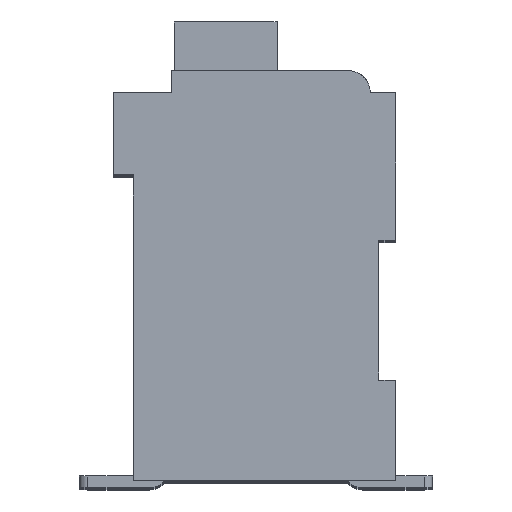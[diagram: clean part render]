
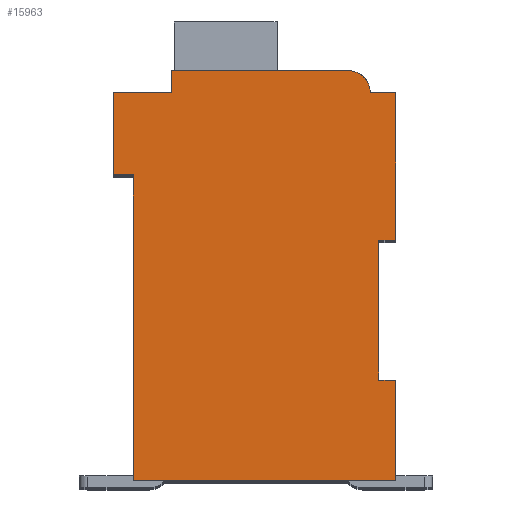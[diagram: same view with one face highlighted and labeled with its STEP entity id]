
A CAD part, top view. The second image highlights one B-rep face of the part: STEP entity #15963.
In plain terms, the highlighted planar face has unit normal (0, 0, 1).
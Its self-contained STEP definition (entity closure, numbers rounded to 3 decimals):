
#2606=DIRECTION('',(1.,0.,0.));
#2607=VECTOR('',#2606,0.5);
#2608=CARTESIAN_POINT('',(7.3,7.15,2.1));
#2609=LINE('',#2608,#2607);
#2610=DIRECTION('',(0.,1.,0.));
#2611=VECTOR('',#2610,4.15);
#2612=CARTESIAN_POINT('',(7.3,3.,2.1));
#2613=LINE('',#2612,#2611);
#2614=DIRECTION('',(-1.,0.,0.));
#2615=VECTOR('',#2614,0.5);
#2616=CARTESIAN_POINT('',(7.8,3.,2.1));
#2617=LINE('',#2616,#2615);
#2618=DIRECTION('',(0.,1.,0.));
#2619=VECTOR('',#2618,3.);
#2620=CARTESIAN_POINT('',(7.8,0.,2.1));
#2621=LINE('',#2620,#2619);
#2622=DIRECTION('',(1.,0.,0.));
#2623=VECTOR('',#2622,7.8);
#2624=CARTESIAN_POINT('',(0.,0.,2.1));
#2625=LINE('',#2624,#2623);
#2626=DIRECTION('',(0.,-1.,0.));
#2627=VECTOR('',#2626,9.1);
#2628=CARTESIAN_POINT('',(0.,9.1,2.1));
#2629=LINE('',#2628,#2627);
#2630=DIRECTION('',(1.,0.,0.));
#2631=VECTOR('',#2630,0.6);
#2632=CARTESIAN_POINT('',(-0.6,9.1,2.1));
#2633=LINE('',#2632,#2631);
#2634=DIRECTION('',(0.,-1.,0.));
#2635=VECTOR('',#2634,2.45);
#2636=CARTESIAN_POINT('',(-0.6,11.55,2.1));
#2637=LINE('',#2636,#2635);
#2638=DIRECTION('',(-1.,0.,0.));
#2639=VECTOR('',#2638,1.75);
#2640=CARTESIAN_POINT('',(1.15,11.55,2.1));
#2641=LINE('',#2640,#2639);
#2642=DIRECTION('',(0.,-1.,0.));
#2643=VECTOR('',#2642,0.65);
#2644=CARTESIAN_POINT('',(1.15,12.2,2.1));
#2645=LINE('',#2644,#2643);
#2646=DIRECTION('',(-1.,0.,0.));
#2647=VECTOR('',#2646,5.25);
#2648=CARTESIAN_POINT('',(6.4,12.2,2.1));
#2649=LINE('',#2648,#2647);
#2650=CARTESIAN_POINT('',(6.4,11.55,2.1));
#2651=DIRECTION('',(0.,0.,1.));
#2652=DIRECTION('',(1.,0.,0.));
#2653=AXIS2_PLACEMENT_3D('',#2650,#2651,#2652);
#2655=DIRECTION('',(-1.,0.,0.));
#2656=VECTOR('',#2655,0.75);
#2657=CARTESIAN_POINT('',(7.8,11.55,2.1));
#2658=LINE('',#2657,#2656);
#2659=DIRECTION('',(0.,1.,0.));
#2660=VECTOR('',#2659,4.4);
#2661=CARTESIAN_POINT('',(7.8,7.15,2.1));
#2662=LINE('',#2661,#2660);
#10419=CARTESIAN_POINT('',(7.3,7.15,2.1));
#10420=CARTESIAN_POINT('',(7.8,7.15,2.1));
#10421=VERTEX_POINT('',#10419);
#10422=VERTEX_POINT('',#10420);
#10423=CARTESIAN_POINT('',(7.8,11.55,2.1));
#10424=VERTEX_POINT('',#10423);
#10425=CARTESIAN_POINT('',(7.05,11.55,2.1));
#10426=VERTEX_POINT('',#10425);
#10427=CARTESIAN_POINT('',(6.4,12.2,2.1));
#10428=VERTEX_POINT('',#10427);
#10429=CARTESIAN_POINT('',(1.15,12.2,2.1));
#10430=VERTEX_POINT('',#10429);
#10431=CARTESIAN_POINT('',(1.15,11.55,2.1));
#10432=VERTEX_POINT('',#10431);
#10433=CARTESIAN_POINT('',(-0.6,11.55,2.1));
#10434=VERTEX_POINT('',#10433);
#10435=CARTESIAN_POINT('',(-0.6,9.1,2.1));
#10436=VERTEX_POINT('',#10435);
#10437=CARTESIAN_POINT('',(0.,9.1,2.1));
#10438=VERTEX_POINT('',#10437);
#10439=CARTESIAN_POINT('',(0.,0.,2.1));
#10440=VERTEX_POINT('',#10439);
#10441=CARTESIAN_POINT('',(7.8,0.,2.1));
#10442=VERTEX_POINT('',#10441);
#10443=CARTESIAN_POINT('',(7.8,3.,2.1));
#10444=VERTEX_POINT('',#10443);
#10445=CARTESIAN_POINT('',(7.3,3.,2.1));
#10446=VERTEX_POINT('',#10445);
#15939=CARTESIAN_POINT('',(0.,0.,2.1));
#15940=DIRECTION('',(0.,0.,1.));
#15941=DIRECTION('',(1.,0.,0.));
#15942=AXIS2_PLACEMENT_3D('',#15939,#15940,#15941);
#15943=PLANE('',#15942);
#15944=ORIENTED_EDGE('',*,*,#13660,.F.);
#15945=ORIENTED_EDGE('',*,*,#14196,.F.);
#15947=ORIENTED_EDGE('',*,*,#15946,.F.);
#15949=ORIENTED_EDGE('',*,*,#15948,.F.);
#15951=ORIENTED_EDGE('',*,*,#15950,.F.);
#15952=ORIENTED_EDGE('',*,*,#14388,.F.);
#15953=ORIENTED_EDGE('',*,*,#14500,.F.);
#15954=ORIENTED_EDGE('',*,*,#14699,.F.);
#15955=ORIENTED_EDGE('',*,*,#14903,.F.);
#15956=ORIENTED_EDGE('',*,*,#14972,.F.);
#15957=ORIENTED_EDGE('',*,*,#15291,.F.);
#15958=ORIENTED_EDGE('',*,*,#15755,.F.);
#15959=ORIENTED_EDGE('',*,*,#15643,.F.);
#15960=ORIENTED_EDGE('',*,*,#13952,.F.);
#15961=EDGE_LOOP('',(#15944,#15945,#15947,#15949,#15951,#15952,#15953,#15954,
#15955,#15956,#15957,#15958,#15959,#15960));
#15962=FACE_OUTER_BOUND('',#15961,.F.);
#2654=CIRCLE('',#2653,0.65);
#13660=EDGE_CURVE('',#10421,#10422,#2609,.T.);
#13952=EDGE_CURVE('',#10422,#10424,#2662,.T.);
#14196=EDGE_CURVE('',#10446,#10421,#2613,.T.);
#14388=EDGE_CURVE('',#10438,#10440,#2629,.T.);
#14500=EDGE_CURVE('',#10436,#10438,#2633,.T.);
#14699=EDGE_CURVE('',#10434,#10436,#2637,.T.);
#14903=EDGE_CURVE('',#10432,#10434,#2641,.T.);
#14972=EDGE_CURVE('',#10430,#10432,#2645,.T.);
#15291=EDGE_CURVE('',#10428,#10430,#2649,.T.);
#15643=EDGE_CURVE('',#10424,#10426,#2658,.T.);
#15755=EDGE_CURVE('',#10426,#10428,#2654,.T.);
#15946=EDGE_CURVE('',#10444,#10446,#2617,.T.);
#15948=EDGE_CURVE('',#10442,#10444,#2621,.T.);
#15950=EDGE_CURVE('',#10440,#10442,#2625,.T.);
#15963=ADVANCED_FACE('',(#15962),#15943,.T.);
